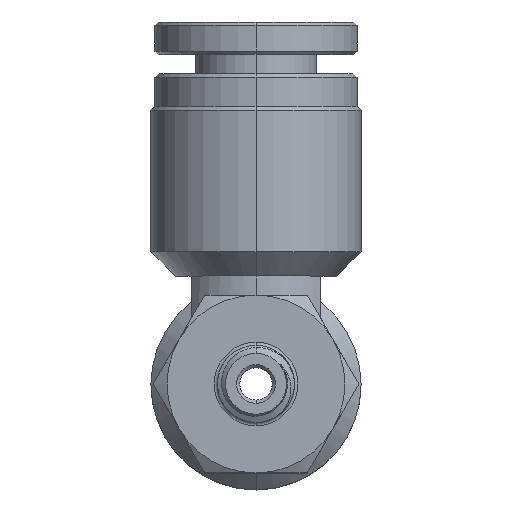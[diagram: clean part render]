
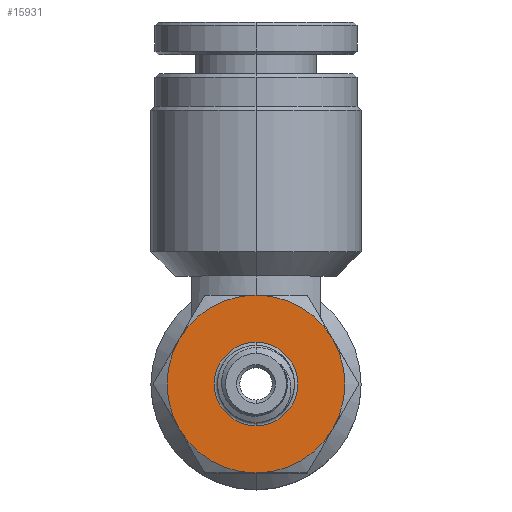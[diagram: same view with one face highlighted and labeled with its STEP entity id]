
A CAD part, top view. The second image highlights one B-rep face of the part: STEP entity #15931.
In plain terms, the highlighted planar face has unit normal (0, 0, 1).
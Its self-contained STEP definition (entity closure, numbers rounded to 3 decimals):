
#107 = DIRECTION ( 'NONE',  ( 0., -1., 0. ) ) ;
#339 = CIRCLE ( 'NONE', #23763, 5.5 ) ;
#375 = DIRECTION ( 'NONE',  ( 0., 0., -1. ) ) ;
#1168 = ORIENTED_EDGE ( 'NONE', *, *, #6569, .F. ) ;
#2777 = EDGE_CURVE ( 'NONE', #7319, #5478, #22185, .T. ) ;
#3009 = CARTESIAN_POINT ( 'NONE',  ( 0., 0., 8.18 ) ) ;
#3647 = CIRCLE ( 'NONE', #29687, 2.581 ) ;
#3847 = AXIS2_PLACEMENT_3D ( 'NONE', #8074, #28398, #10978 ) ;
#4337 = ORIENTED_EDGE ( 'NONE', *, *, #17388, .F. ) ;
#4469 = DIRECTION ( 'NONE',  ( 0., 0., -1. ) ) ;
#5002 = EDGE_CURVE ( 'NONE', #28359, #28346, #8698, .T. ) ;
#5478 = VERTEX_POINT ( 'NONE', #14253 ) ;
#5927 = DIRECTION ( 'NONE',  ( 0., 1., 0. ) ) ;
#6484 = VERTEX_POINT ( 'NONE', #37420 ) ;
#6569 = EDGE_CURVE ( 'NONE', #18646, #6484, #339, .T. ) ;
#7319 = VERTEX_POINT ( 'NONE', #34644 ) ;
#8074 = CARTESIAN_POINT ( 'NONE',  ( 0., 0., 8.18 ) ) ;
#8698 = CIRCLE ( 'NONE', #3847, 2.581 ) ;
#8787 = AXIS2_PLACEMENT_3D ( 'NONE', #33938, #16469, #36842 ) ;
#8873 = EDGE_CURVE ( 'NONE', #14101, #5478, #32834, .T. ) ;
#9548 = CARTESIAN_POINT ( 'NONE',  ( 0., 0., 8.18 ) ) ;
#9805 = ORIENTED_EDGE ( 'NONE', *, *, #30469, .F. ) ;
#10978 = DIRECTION ( 'NONE',  ( 0., 1., 0. ) ) ;
#11015 = CIRCLE ( 'NONE', #8787, 5.5 ) ;
#11130 = FACE_BOUND ( 'NONE', #25804, .T. ) ;
#11283 = EDGE_CURVE ( 'NONE', #28346, #28359, #3647, .T. ) ;
#11854 = EDGE_LOOP ( 'NONE', ( #4337, #1168, #14286, #9805, #35676, #35248 ) ) ;
#11880 = CARTESIAN_POINT ( 'NONE',  ( 4.763, 2.75, 8.18 ) ) ;
#12261 = DIRECTION ( 'NONE',  ( 0., 0., -1. ) ) ;
#12467 = DIRECTION ( 'NONE',  ( 0., 1., 0. ) ) ;
#14101 = VERTEX_POINT ( 'NONE', #11880 ) ;
#14253 = CARTESIAN_POINT ( 'NONE',  ( 4.763, -2.75, 8.18 ) ) ;
#14286 = ORIENTED_EDGE ( 'NONE', *, *, #16502, .F. ) ;
#15049 = AXIS2_PLACEMENT_3D ( 'NONE', #9548, #29867, #12467 ) ;
#15931 = ADVANCED_FACE ( 'NONE', ( #11130, #34342 ), #24552, .F. ) ;
#16469 = DIRECTION ( 'NONE',  ( 0., 0., -1. ) ) ;
#16502 = EDGE_CURVE ( 'NONE', #20023, #18646, #11015, .T. ) ;
#16523 = DIRECTION ( 'NONE',  ( 0., 0., -1. ) ) ;
#16800 = CARTESIAN_POINT ( 'NONE',  ( 0., -2.581, 8.18 ) ) ;
#17388 = EDGE_CURVE ( 'NONE', #6484, #14101, #26189, .T. ) ;
#17407 = DIRECTION ( 'NONE',  ( 0., 0., 1. ) ) ;
#17658 = CARTESIAN_POINT ( 'NONE',  ( 0., 0., 8.18 ) ) ;
#18646 = VERTEX_POINT ( 'NONE', #27648 ) ;
#20023 = VERTEX_POINT ( 'NONE', #29515 ) ;
#20548 = DIRECTION ( 'NONE',  ( 0., 1., 0. ) ) ;
#21721 = CARTESIAN_POINT ( 'NONE',  ( 0., 0., 8.18 ) ) ;
#22185 = CIRCLE ( 'NONE', #22551, 5.5 ) ;
#22445 = CIRCLE ( 'NONE', #15049, 5.5 ) ;
#22551 = AXIS2_PLACEMENT_3D ( 'NONE', #34891, #17407, #107 ) ;
#23206 = DIRECTION ( 'NONE',  ( 0., 0., -1. ) ) ;
#23763 = AXIS2_PLACEMENT_3D ( 'NONE', #17658, #375, #20548 ) ;
#23864 = AXIS2_PLACEMENT_3D ( 'NONE', #33978, #16523, #36887 ) ;
#24012 = AXIS2_PLACEMENT_3D ( 'NONE', #21721, #4469, #24684 ) ;
#24552 = PLANE ( 'NONE',  #24012 ) ;
#24684 = DIRECTION ( 'NONE',  ( 0., 1., 0. ) ) ;
#25680 = CARTESIAN_POINT ( 'NONE',  ( 0., 2.581, 8.18 ) ) ;
#25804 = EDGE_LOOP ( 'NONE', ( #35182, #31987 ) ) ;
#26189 = CIRCLE ( 'NONE', #34921, 5.5 ) ;
#27648 = CARTESIAN_POINT ( 'NONE',  ( -4.763, 2.75, 8.18 ) ) ;
#28346 = VERTEX_POINT ( 'NONE', #16800 ) ;
#28359 = VERTEX_POINT ( 'NONE', #25680 ) ;
#28398 = DIRECTION ( 'NONE',  ( 0., 0., -1. ) ) ;
#29515 = CARTESIAN_POINT ( 'NONE',  ( -4.763, -2.75, 8.18 ) ) ;
#29673 = CARTESIAN_POINT ( 'NONE',  ( 0., 0., 8.18 ) ) ;
#29687 = AXIS2_PLACEMENT_3D ( 'NONE', #3009, #23206, #5927 ) ;
#29867 = DIRECTION ( 'NONE',  ( 0., 0., -1. ) ) ;
#30469 = EDGE_CURVE ( 'NONE', #7319, #20023, #22445, .T. ) ;
#31987 = ORIENTED_EDGE ( 'NONE', *, *, #11283, .T. ) ;
#32588 = DIRECTION ( 'NONE',  ( 0., 1., 0. ) ) ;
#32834 = CIRCLE ( 'NONE', #23864, 5.5 ) ;
#33938 = CARTESIAN_POINT ( 'NONE',  ( 0., 0., 8.18 ) ) ;
#33978 = CARTESIAN_POINT ( 'NONE',  ( 0., 0., 8.18 ) ) ;
#34342 = FACE_OUTER_BOUND ( 'NONE', #11854, .T. ) ;
#34644 = CARTESIAN_POINT ( 'NONE',  ( 0., -5.5, 8.18 ) ) ;
#34891 = CARTESIAN_POINT ( 'NONE',  ( 0., 0., 8.18 ) ) ;
#34921 = AXIS2_PLACEMENT_3D ( 'NONE', #29673, #12261, #32588 ) ;
#35182 = ORIENTED_EDGE ( 'NONE', *, *, #5002, .T. ) ;
#35248 = ORIENTED_EDGE ( 'NONE', *, *, #8873, .F. ) ;
#35676 = ORIENTED_EDGE ( 'NONE', *, *, #2777, .T. ) ;
#36842 = DIRECTION ( 'NONE',  ( 0., 1., 0. ) ) ;
#36887 = DIRECTION ( 'NONE',  ( 0., 1., 0. ) ) ;
#37420 = CARTESIAN_POINT ( 'NONE',  ( 0., 5.5, 8.18 ) ) ;
